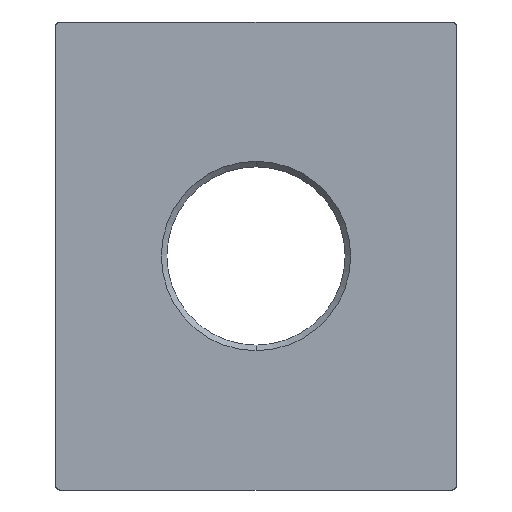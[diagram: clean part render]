
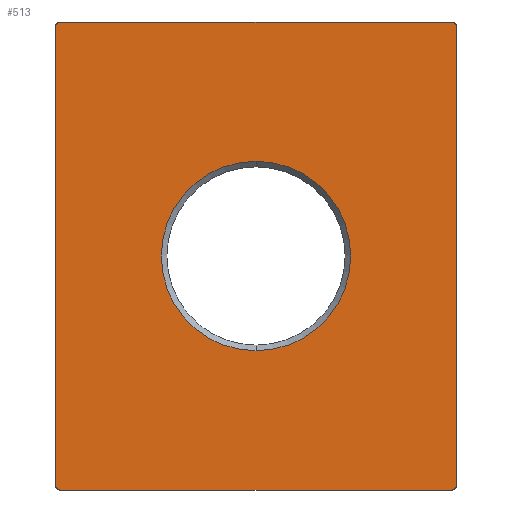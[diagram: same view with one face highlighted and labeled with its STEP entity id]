
A CAD part, front view. The second image highlights one B-rep face of the part: STEP entity #513.
In plain terms, the highlighted planar face has unit normal (0, -1, 0).
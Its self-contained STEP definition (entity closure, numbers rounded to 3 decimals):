
#2 = LINE ( 'NONE', #108, #4 ) ;
#3 = CIRCLE ( 'NONE', #205, 0.2 ) ;
#4 = VECTOR ( 'NONE', #109, 1000. ) ;
#17 = CARTESIAN_POINT ( 'NONE',  ( -17.8, -2., -0.2 ) ) ;
#23 = CIRCLE ( 'NONE', #244, 0.2 ) ;
#48 = PLANE ( 'NONE',  #202 ) ;
#49 = CARTESIAN_POINT ( 'NONE',  ( -18., -2., 0. ) ) ;
#50 = DIRECTION ( 'NONE',  ( 0., 1., 0. ) ) ;
#51 = DIRECTION ( 'NONE',  ( 0., 0., 1. ) ) ;
#69 = CIRCLE ( 'NONE', #302, 0.2 ) ;
#90 = CARTESIAN_POINT ( 'NONE',  ( -17.8, -2., -21. ) ) ;
#91 = CARTESIAN_POINT ( 'NONE',  ( -0.2, -2., -21. ) ) ;
#105 = CARTESIAN_POINT ( 'NONE',  ( -17.8, -2., -20.8 ) ) ;
#106 = DIRECTION ( 'NONE',  ( 0., -1., 0. ) ) ;
#107 = DIRECTION ( 'NONE',  ( 0., 0., 1. ) ) ;
#108 = CARTESIAN_POINT ( 'NONE',  ( 0., -2., -21. ) ) ;
#109 = DIRECTION ( 'NONE',  ( 0., 0., -1. ) ) ;
#133 = EDGE_LOOP ( 'NONE', ( #169, #170 ) ) ;
#134 = EDGE_LOOP ( 'NONE', ( #171, #172, #173, #174, #175, #176, #178, #177 ) ) ;
#141 = CARTESIAN_POINT ( 'NONE',  ( -9., -2., -6.25 ) ) ;
#144 = CARTESIAN_POINT ( 'NONE',  ( -18., -2., -20.8 ) ) ;
#145 = CARTESIAN_POINT ( 'NONE',  ( -18., -2., -0.2 ) ) ;
#156 = CARTESIAN_POINT ( 'NONE',  ( -9., -2., -10.5 ) ) ;
#157 = DIRECTION ( 'NONE',  ( 0., 1., 0. ) ) ;
#158 = DIRECTION ( 'NONE',  ( 0., 0., 1. ) ) ;
#169 = ORIENTED_EDGE ( 'NONE', *, *, #280, .T. ) ;
#170 = ORIENTED_EDGE ( 'NONE', *, *, #217, .T. ) ;
#171 = ORIENTED_EDGE ( 'NONE', *, *, #271, .F. ) ;
#172 = ORIENTED_EDGE ( 'NONE', *, *, #214, .T. ) ;
#173 = ORIENTED_EDGE ( 'NONE', *, *, #290, .F. ) ;
#174 = ORIENTED_EDGE ( 'NONE', *, *, #221, .T. ) ;
#175 = ORIENTED_EDGE ( 'NONE', *, *, #263, .F. ) ;
#176 = ORIENTED_EDGE ( 'NONE', *, *, #200, .T. ) ;
#177 = ORIENTED_EDGE ( 'NONE', *, *, #215, .T. ) ;
#178 = ORIENTED_EDGE ( 'NONE', *, *, #222, .F. ) ;
#200 = EDGE_CURVE ( 'NONE', #524, #527, #69, .T. ) ;
#202 = AXIS2_PLACEMENT_3D ( 'NONE', #49, #50, #51 ) ;
#205 = AXIS2_PLACEMENT_3D ( 'NONE', #105, #106, #107 ) ;
#214 = EDGE_CURVE ( 'NONE', #530, #499, #23, .T. ) ;
#215 = EDGE_CURVE ( 'NONE', #528, #529, #406, .T. ) ;
#217 = EDGE_CURVE ( 'NONE', #495, #493, #409, .T. ) ;
#221 = EDGE_CURVE ( 'NONE', #498, #523, #3, .T. ) ;
#222 = EDGE_CURVE ( 'NONE', #528, #527, #2, .T. ) ;
#232 = AXIS2_PLACEMENT_3D ( 'NONE', #156, #157, #158 ) ;
#235 = AXIS2_PLACEMENT_3D ( 'NONE', #399, #400, #401 ) ;
#238 = AXIS2_PLACEMENT_3D ( 'NONE', #405, #342, #343 ) ;
#244 = AXIS2_PLACEMENT_3D ( 'NONE', #17, #397, #398 ) ;
#253 = CARTESIAN_POINT ( 'NONE',  ( -18., -2., -21. ) ) ;
#254 = DIRECTION ( 'NONE',  ( 0., 0., 1. ) ) ;
#260 = CARTESIAN_POINT ( 'NONE',  ( -9., -2., -14.75 ) ) ;
#263 = EDGE_CURVE ( 'NONE', #524, #523, #423, .T. ) ;
#265 = CARTESIAN_POINT ( 'NONE',  ( -0.2, -2., -20.8 ) ) ;
#266 = DIRECTION ( 'NONE',  ( 0., -1., 0. ) ) ;
#267 = DIRECTION ( 'NONE',  ( 0., 0., 1. ) ) ;
#271 = EDGE_CURVE ( 'NONE', #530, #529, #427, .T. ) ;
#280 = EDGE_CURVE ( 'NONE', #493, #495, #323, .T. ) ;
#290 = EDGE_CURVE ( 'NONE', #498, #499, #358, .T. ) ;
#302 = AXIS2_PLACEMENT_3D ( 'NONE', #265, #266, #267 ) ;
#323 = CIRCLE ( 'NONE', #232, 4.25 ) ;
#336 = CARTESIAN_POINT ( 'NONE',  ( -18., -2., 0. ) ) ;
#337 = DIRECTION ( 'NONE',  ( 1., 0., 0. ) ) ;
#342 = DIRECTION ( 'NONE',  ( 0., 1., 0. ) ) ;
#343 = DIRECTION ( 'NONE',  ( 0., 0., 1. ) ) ;
#358 = LINE ( 'NONE', #253, #359 ) ;
#359 = VECTOR ( 'NONE', #254, 1000. ) ;
#395 = CARTESIAN_POINT ( 'NONE',  ( -18., -2., -21. ) ) ;
#396 = DIRECTION ( 'NONE',  ( -1., 0., 0. ) ) ;
#397 = DIRECTION ( 'NONE',  ( 0., -1., 0. ) ) ;
#398 = DIRECTION ( 'NONE',  ( 0., 0., 1. ) ) ;
#399 = CARTESIAN_POINT ( 'NONE',  ( -0.2, -2., -0.2 ) ) ;
#400 = DIRECTION ( 'NONE',  ( 0., -1., 0. ) ) ;
#401 = DIRECTION ( 'NONE',  ( 0., 0., 1. ) ) ;
#405 = CARTESIAN_POINT ( 'NONE',  ( -9., -2., -10.5 ) ) ;
#406 = CIRCLE ( 'NONE', #235, 0.2 ) ;
#409 = CIRCLE ( 'NONE', #238, 4.25 ) ;
#423 = LINE ( 'NONE', #395, #424 ) ;
#424 = VECTOR ( 'NONE', #396, 1000. ) ;
#427 = LINE ( 'NONE', #336, #428 ) ;
#428 = VECTOR ( 'NONE', #337, 1000. ) ;
#456 = CARTESIAN_POINT ( 'NONE',  ( 0., -2., -20.8 ) ) ;
#457 = CARTESIAN_POINT ( 'NONE',  ( 0., -2., -0.2 ) ) ;
#458 = CARTESIAN_POINT ( 'NONE',  ( -0.2, -2., 0. ) ) ;
#459 = CARTESIAN_POINT ( 'NONE',  ( -17.8, -2., 0. ) ) ;
#493 = VERTEX_POINT ( 'NONE', #260 ) ;
#495 = VERTEX_POINT ( 'NONE', #141 ) ;
#498 = VERTEX_POINT ( 'NONE', #144 ) ;
#499 = VERTEX_POINT ( 'NONE', #145 ) ;
#513 = ADVANCED_FACE ( 'NONE', ( #538, #539 ), #48, .F. ) ;
#523 = VERTEX_POINT ( 'NONE', #90 ) ;
#524 = VERTEX_POINT ( 'NONE', #91 ) ;
#527 = VERTEX_POINT ( 'NONE', #456 ) ;
#528 = VERTEX_POINT ( 'NONE', #457 ) ;
#529 = VERTEX_POINT ( 'NONE', #458 ) ;
#530 = VERTEX_POINT ( 'NONE', #459 ) ;
#538 = FACE_BOUND ( 'NONE', #133, .T. ) ;
#539 = FACE_OUTER_BOUND ( 'NONE', #134, .T. ) ;
